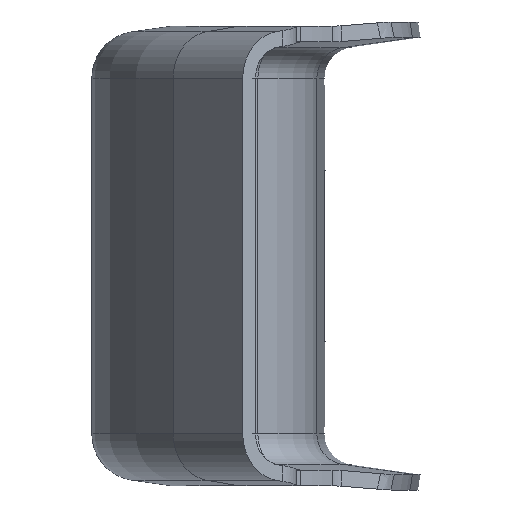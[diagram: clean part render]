
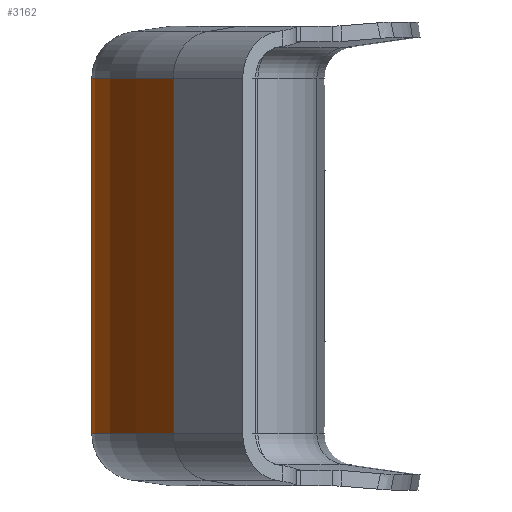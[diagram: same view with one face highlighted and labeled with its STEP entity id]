
A CAD part, left-side view. The second image highlights one B-rep face of the part: STEP entity #3162.
In plain terms, the highlighted cylindrical face has radius 29 mm (diameter 58 mm), a partial arc.
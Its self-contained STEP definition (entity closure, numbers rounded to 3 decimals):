
#124 = EDGE_CURVE ( 'NONE', #3189, #644, #1611, .T. ) ;
#280 = DIRECTION ( 'NONE',  ( 0., 0., -1. ) ) ;
#299 = ORIENTED_EDGE ( 'NONE', *, *, #1853, .F. ) ;
#328 = VERTEX_POINT ( 'NONE', #335 ) ;
#335 = CARTESIAN_POINT ( 'NONE',  ( -61.634, 23.755, -11.398 ) ) ;
#440 = ORIENTED_EDGE ( 'NONE', *, *, #124, .T. ) ;
#520 = DIRECTION ( 'NONE',  ( 0., 0., 1. ) ) ;
#559 = AXIS2_PLACEMENT_3D ( 'NONE', #2666, #907, #663 ) ;
#589 = CARTESIAN_POINT ( 'NONE',  ( -23.073, 18.979, 11.398 ) ) ;
#644 = VERTEX_POINT ( 'NONE', #1731 ) ;
#663 = DIRECTION ( 'NONE',  ( 1., 0., 0. ) ) ;
#708 = AXIS2_PLACEMENT_3D ( 'NONE', #1520, #520, #2778 ) ;
#845 = CIRCLE ( 'NONE', #708, 29. ) ;
#861 = CARTESIAN_POINT ( 'NONE',  ( -45., 0., 0. ) ) ;
#907 = DIRECTION ( 'NONE',  ( 0., 0., 1. ) ) ;
#1040 = LINE ( 'NONE', #1505, #2800 ) ;
#1099 = FACE_OUTER_BOUND ( 'NONE', #1333, .T. ) ;
#1181 = CYLINDRICAL_SURFACE ( 'NONE', #2330, 29. ) ;
#1183 = VECTOR ( 'NONE', #1202, 1000. ) ;
#1202 = DIRECTION ( 'NONE',  ( 0., 0., -1. ) ) ;
#1333 = EDGE_LOOP ( 'NONE', ( #440, #1373, #299, #2591 ) ) ;
#1341 = CARTESIAN_POINT ( 'NONE',  ( -61.634, 23.755, 11.398 ) ) ;
#1373 = ORIENTED_EDGE ( 'NONE', *, *, #2854, .T. ) ;
#1420 = CIRCLE ( 'NONE', #559, 29. ) ;
#1465 = VERTEX_POINT ( 'NONE', #1341 ) ;
#1505 = CARTESIAN_POINT ( 'NONE',  ( -61.634, 23.755, 11.398 ) ) ;
#1520 = CARTESIAN_POINT ( 'NONE',  ( -45., 0., -11.398 ) ) ;
#1611 = LINE ( 'NONE', #2716, #1183 ) ;
#1655 = DIRECTION ( 'NONE',  ( 0., 0., 1. ) ) ;
#1731 = CARTESIAN_POINT ( 'NONE',  ( -23.073, 18.979, -11.398 ) ) ;
#1853 = EDGE_CURVE ( 'NONE', #1465, #328, #1040, .T. ) ;
#2136 = DIRECTION ( 'NONE',  ( 1., 0., 0. ) ) ;
#2330 = AXIS2_PLACEMENT_3D ( 'NONE', #861, #1655, #2136 ) ;
#2591 = ORIENTED_EDGE ( 'NONE', *, *, #3205, .F. ) ;
#2666 = CARTESIAN_POINT ( 'NONE',  ( -45., 0., 11.398 ) ) ;
#2716 = CARTESIAN_POINT ( 'NONE',  ( -23.073, 18.979, 11.398 ) ) ;
#2778 = DIRECTION ( 'NONE',  ( 1., 0., 0. ) ) ;
#2800 = VECTOR ( 'NONE', #280, 1000. ) ;
#2854 = EDGE_CURVE ( 'NONE', #644, #328, #845, .T. ) ;
#3162 = ADVANCED_FACE ( 'NONE', ( #1099 ), #1181, .T. ) ;
#3189 = VERTEX_POINT ( 'NONE', #589 ) ;
#3205 = EDGE_CURVE ( 'NONE', #3189, #1465, #1420, .T. ) ;
